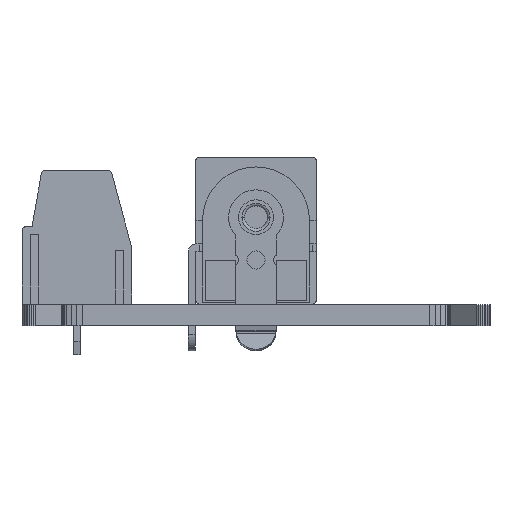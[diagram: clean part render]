
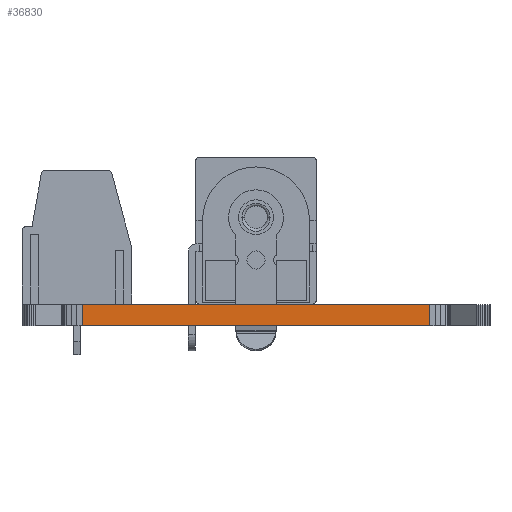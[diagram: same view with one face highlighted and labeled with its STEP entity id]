
A CAD part, left-side view. The second image highlights one B-rep face of the part: STEP entity #36830.
In plain terms, the highlighted planar face has unit normal (-1, 0, 0).
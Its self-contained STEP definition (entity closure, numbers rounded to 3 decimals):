
#21013 = PLANE('',#21014);
#21014 = AXIS2_PLACEMENT_3D('',#21015,#21016,#21017);
#21015 = CARTESIAN_POINT('',(100.,-100.,1.58));
#21016 = DIRECTION('',(-0.,-0.,-1.));
#21017 = DIRECTION('',(-1.,0.,0.));
#21067 = PLANE('',#21068);
#21068 = AXIS2_PLACEMENT_3D('',#21069,#21070,#21071);
#21069 = CARTESIAN_POINT('',(100.,-100.,0.));
#21070 = DIRECTION('',(-0.,-0.,-1.));
#21071 = DIRECTION('',(-1.,0.,0.));
#24620 = VERTEX_POINT('',#24621);
#24621 = CARTESIAN_POINT('',(77.5,-113.,0.));
#24635 = PLANE('',#24636);
#24636 = AXIS2_PLACEMENT_3D('',#24637,#24638,#24639);
#24637 = CARTESIAN_POINT('',(77.517,-113.392,0.));
#24638 = DIRECTION('',(-0.999,-0.044,0.));
#24639 = DIRECTION('',(-0.044,0.999,0.));
#24647 = EDGE_CURVE('',#24620,#24648,#24650,.T.);
#24648 = VERTEX_POINT('',#24649);
#24649 = CARTESIAN_POINT('',(77.5,-87.,0.));
#24650 = SURFACE_CURVE('',#24651,(#24655,#24662),.PCURVE_S1.);
#24651 = LINE('',#24652,#24653);
#24652 = CARTESIAN_POINT('',(77.5,-113.,0.));
#24653 = VECTOR('',#24654,1.);
#24654 = DIRECTION('',(0.,1.,0.));
#24655 = PCURVE('',#21067,#24656);
#24656 = DEFINITIONAL_REPRESENTATION('',(#24657),#24661);
#24657 = LINE('',#24658,#24659);
#24658 = CARTESIAN_POINT('',(22.5,-13.));
#24659 = VECTOR('',#24660,1.);
#24660 = DIRECTION('',(0.,1.));
#24661 = ( GEOMETRIC_REPRESENTATION_CONTEXT(2) 
PARAMETRIC_REPRESENTATION_CONTEXT() REPRESENTATION_CONTEXT('2D SPACE',''
  ) );
#24662 = PCURVE('',#24663,#24668);
#24663 = PLANE('',#24664);
#24664 = AXIS2_PLACEMENT_3D('',#24665,#24666,#24667);
#24665 = CARTESIAN_POINT('',(77.5,-113.,0.));
#24666 = DIRECTION('',(-1.,0.,0.));
#24667 = DIRECTION('',(0.,1.,0.));
#24668 = DEFINITIONAL_REPRESENTATION('',(#24669),#24673);
#24669 = LINE('',#24670,#24671);
#24670 = CARTESIAN_POINT('',(0.,0.));
#24671 = VECTOR('',#24672,1.);
#24672 = DIRECTION('',(1.,0.));
#24673 = ( GEOMETRIC_REPRESENTATION_CONTEXT(2) 
PARAMETRIC_REPRESENTATION_CONTEXT() REPRESENTATION_CONTEXT('2D SPACE',''
  ) );
#24691 = PLANE('',#24692);
#24692 = AXIS2_PLACEMENT_3D('',#24693,#24694,#24695);
#24693 = CARTESIAN_POINT('',(77.5,-87.,0.));
#24694 = DIRECTION('',(-0.999,0.044,0.));
#24695 = DIRECTION('',(0.044,0.999,0.));
#31321 = VERTEX_POINT('',#31322);
#31322 = CARTESIAN_POINT('',(77.5,-113.,1.58));
#31343 = EDGE_CURVE('',#31321,#31344,#31346,.T.);
#31344 = VERTEX_POINT('',#31345);
#31345 = CARTESIAN_POINT('',(77.5,-87.,1.58));
#31346 = SURFACE_CURVE('',#31347,(#31351,#31358),.PCURVE_S1.);
#31347 = LINE('',#31348,#31349);
#31348 = CARTESIAN_POINT('',(77.5,-113.,1.58));
#31349 = VECTOR('',#31350,1.);
#31350 = DIRECTION('',(0.,1.,0.));
#31351 = PCURVE('',#21013,#31352);
#31352 = DEFINITIONAL_REPRESENTATION('',(#31353),#31357);
#31353 = LINE('',#31354,#31355);
#31354 = CARTESIAN_POINT('',(22.5,-13.));
#31355 = VECTOR('',#31356,1.);
#31356 = DIRECTION('',(0.,1.));
#31357 = ( GEOMETRIC_REPRESENTATION_CONTEXT(2) 
PARAMETRIC_REPRESENTATION_CONTEXT() REPRESENTATION_CONTEXT('2D SPACE',''
  ) );
#31358 = PCURVE('',#24663,#31359);
#31359 = DEFINITIONAL_REPRESENTATION('',(#31360),#31364);
#31360 = LINE('',#31361,#31362);
#31361 = CARTESIAN_POINT('',(0.,-1.58));
#31362 = VECTOR('',#31363,1.);
#31363 = DIRECTION('',(1.,0.));
#31364 = ( GEOMETRIC_REPRESENTATION_CONTEXT(2) 
PARAMETRIC_REPRESENTATION_CONTEXT() REPRESENTATION_CONTEXT('2D SPACE',''
  ) );
#36780 = EDGE_CURVE('',#24648,#31344,#36781,.T.);
#36781 = SURFACE_CURVE('',#36782,(#36786,#36793),.PCURVE_S1.);
#36782 = LINE('',#36783,#36784);
#36783 = CARTESIAN_POINT('',(77.5,-87.,0.));
#36784 = VECTOR('',#36785,1.);
#36785 = DIRECTION('',(0.,0.,1.));
#36786 = PCURVE('',#24691,#36787);
#36787 = DEFINITIONAL_REPRESENTATION('',(#36788),#36792);
#36788 = LINE('',#36789,#36790);
#36789 = CARTESIAN_POINT('',(0.,0.));
#36790 = VECTOR('',#36791,1.);
#36791 = DIRECTION('',(0.,-1.));
#36792 = ( GEOMETRIC_REPRESENTATION_CONTEXT(2) 
PARAMETRIC_REPRESENTATION_CONTEXT() REPRESENTATION_CONTEXT('2D SPACE',''
  ) );
#36793 = PCURVE('',#24663,#36794);
#36794 = DEFINITIONAL_REPRESENTATION('',(#36795),#36799);
#36795 = LINE('',#36796,#36797);
#36796 = CARTESIAN_POINT('',(26.,0.));
#36797 = VECTOR('',#36798,1.);
#36798 = DIRECTION('',(0.,-1.));
#36799 = ( GEOMETRIC_REPRESENTATION_CONTEXT(2) 
PARAMETRIC_REPRESENTATION_CONTEXT() REPRESENTATION_CONTEXT('2D SPACE',''
  ) );
#36830 = ADVANCED_FACE('',(#36831),#24663,.T.);
#36831 = FACE_BOUND('',#36832,.T.);
#36832 = EDGE_LOOP('',(#36833,#36854,#36855,#36856));
#36833 = ORIENTED_EDGE('',*,*,#36834,.T.);
#36834 = EDGE_CURVE('',#24620,#31321,#36835,.T.);
#36835 = SURFACE_CURVE('',#36836,(#36840,#36847),.PCURVE_S1.);
#36836 = LINE('',#36837,#36838);
#36837 = CARTESIAN_POINT('',(77.5,-113.,0.));
#36838 = VECTOR('',#36839,1.);
#36839 = DIRECTION('',(0.,0.,1.));
#36840 = PCURVE('',#24663,#36841);
#36841 = DEFINITIONAL_REPRESENTATION('',(#36842),#36846);
#36842 = LINE('',#36843,#36844);
#36843 = CARTESIAN_POINT('',(0.,0.));
#36844 = VECTOR('',#36845,1.);
#36845 = DIRECTION('',(0.,-1.));
#36846 = ( GEOMETRIC_REPRESENTATION_CONTEXT(2) 
PARAMETRIC_REPRESENTATION_CONTEXT() REPRESENTATION_CONTEXT('2D SPACE',''
  ) );
#36847 = PCURVE('',#24635,#36848);
#36848 = DEFINITIONAL_REPRESENTATION('',(#36849),#36853);
#36849 = LINE('',#36850,#36851);
#36850 = CARTESIAN_POINT('',(0.393,0.));
#36851 = VECTOR('',#36852,1.);
#36852 = DIRECTION('',(0.,-1.));
#36853 = ( GEOMETRIC_REPRESENTATION_CONTEXT(2) 
PARAMETRIC_REPRESENTATION_CONTEXT() REPRESENTATION_CONTEXT('2D SPACE',''
  ) );
#36854 = ORIENTED_EDGE('',*,*,#31343,.T.);
#36855 = ORIENTED_EDGE('',*,*,#36780,.F.);
#36856 = ORIENTED_EDGE('',*,*,#24647,.F.);
